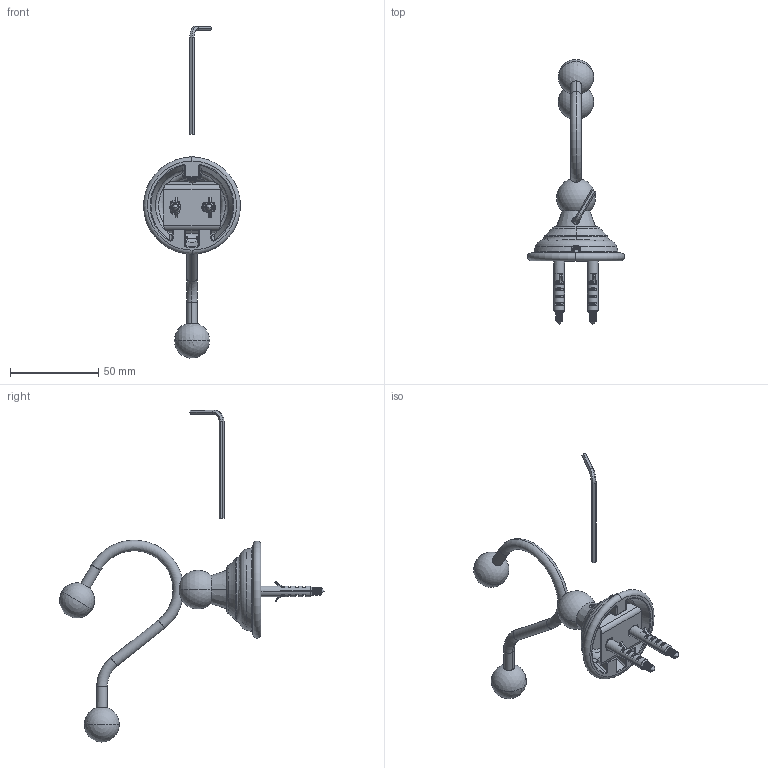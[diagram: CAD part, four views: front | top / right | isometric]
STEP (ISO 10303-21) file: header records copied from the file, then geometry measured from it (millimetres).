
FILE_DESCRIPTION((''),'2;1');
FILE_NAME('JCA0102CH_ASM','2021-07-23T16:33:39',('25393'),(''),'CREO PARAMETRIC BY PTC INC, 2018020','CREO PARAMETRIC BY PTC INC, 2018020','');
FILE_SCHEMA(('CONFIG_CONTROL_DESIGN'));
Length unit declared in the file: millimetre
Products named in the file (12): 2005001-012; 2004102-032; 2004002-132; 2004102-072; 2004102-031_ASM; 7005025-022; ZG-4_2X38-YDS; JD-S6; DS-M5X8-J; S2_5; DS-M5X10-J; JCA0102CH_ASM
Assembly tree (14 placements, depth 3):
  JCA0102CH_ASM
    2005001-012
    2004102-031_ASM
      2004102-032
      2004002-132  x2
      2004102-072
    7005025-022
    ZG-4_2X38-YDS  x2
    JD-S6  x2
    DS-M5X8-J
    S2_5
    DS-M5X10-J
Bounding box: 55 x 150.11 x 188.09 mm (x, y, z)
Volume: 34696 mm3; surface area: 24600.9 mm2
Topology: 13 solids, 13 shells, 813 faces, 2109 edges, 1317 vertices
Faces by surface type: cylinder 325, plane 191, bspline 170, torus 57, cone 42, sphere 28
Entity records: 35963 total; most frequent: CARTESIAN_POINT 23922, ORIENTED_EDGE 2740, DIRECTION 2033, EDGE_CURVE 1370, VERTEX_POINT 865, AXIS2_PLACEMENT_3D 759, EDGE_LOOP 563, B_SPLINE_CURVE_WITH_KNOTS 551
